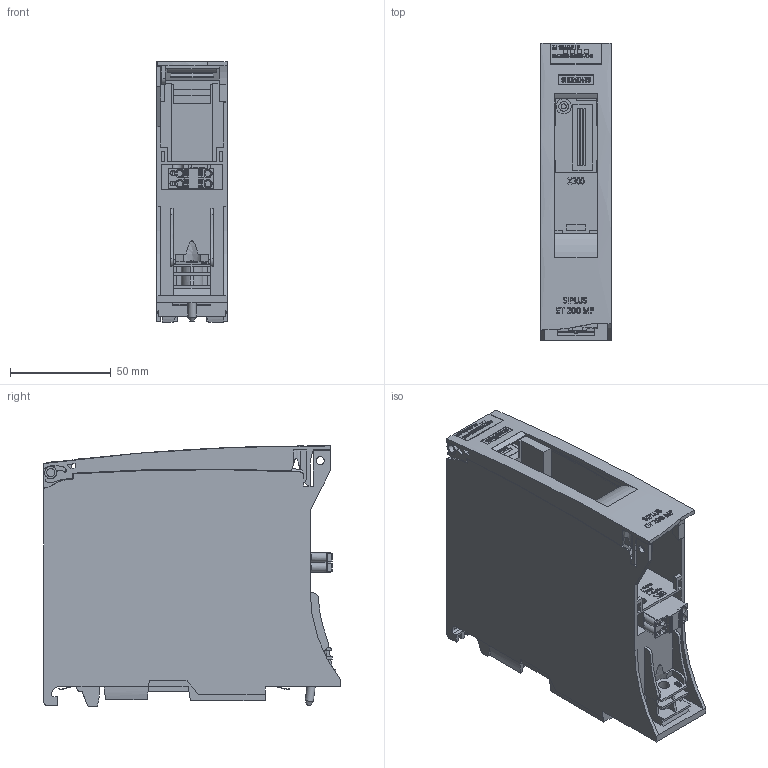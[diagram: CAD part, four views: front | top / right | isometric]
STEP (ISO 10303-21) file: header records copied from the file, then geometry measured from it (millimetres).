
FILE_DESCRIPTION(/* description */ (''),/* implementation_level */ '2;1');
FILE_NAME(/* name */ '6AG1155-5MU00-7CN0_3d.stp',/* time_stamp */ '2025-05-06T09:52:04+02:00',/* author */ (''),/* organization */ (''),/* preprocessor_version */ 'ST-DEVELOPER v20',/* originating_system */ 'SIEMENS PLM Software NX2406.3002',/* authorisation */ '');
FILE_SCHEMA (('AUTOMOTIVE_DESIGN { 1 0 10303 214 3 1 1 1 }'));
Products named in the file (7): A5E54547179A_RS-AA_001_1-Labeling; A5E53588964A_RS-AA_001_2-Cover; A5E30584982A_RS-AA_004_1-powersupply-connector; A5E54541120A_RS-AA_001_1-Labeling; A5E53588955A_RS-AA_001_2-Box; A5E54547174A_RS-AA_001_1-Door with labeling; A5E54540768A_RS-AA_001_1-CAx_6AG11555MU007CN0
Assembly tree (6 placements, depth 3):
  A5E54540768A_RS-AA_001_1-CAx_6AG11555MU007CN0
    A5E53588955A_RS-AA_001_2-Box
    A5E54547174A_RS-AA_001_1-Door with labeling
      A5E53588964A_RS-AA_001_2-Cover
      A5E54547179A_RS-AA_001_1-Labeling
    A5E54541120A_RS-AA_001_1-Labeling
    A5E30584982A_RS-AA_004_1-powersupply-connector
Bounding box: 34.8 x 147.01 x 129.1 mm (x, y, z)
Volume: 385730.5 mm3; surface area: 84906.2 mm2
Topology: 81 solids, 82 shells, 2547 faces, 6504 edges, 4321 vertices
Faces by surface type: plane 1994, extrusion 303, cylinder 224, bspline 13, cone 9, revolution 4
Full cylindrical faces by diameter (mm): 1.4 x2, 1.6 x6, 1.8 x6, 2.425 x1, 2.5 x1, 3 x1, 3.6 x1, 3.952 x2, 4 x3, 4.8 x1, 5.273 x1, 5.372 x1, 7.477 x1
Entity records: 98324 total; most frequent: CARTESIAN_POINT 25896, ORIENTED_EDGE 12918, DIRECTION 10771, EDGE_CURVE 6459, VECTOR 5077, LINE 4774, VERTEX_POINT 4309, EDGE_LOOP 2846
